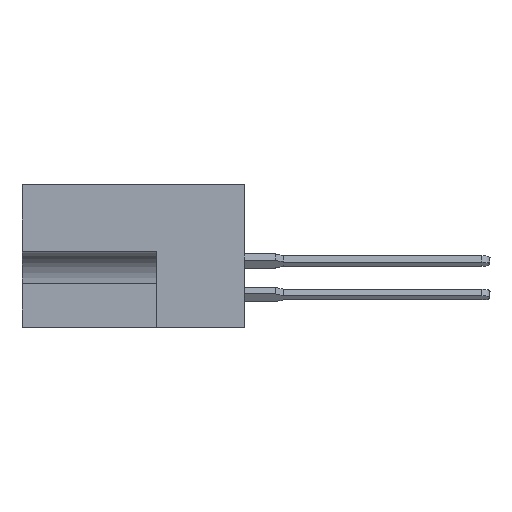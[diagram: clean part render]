
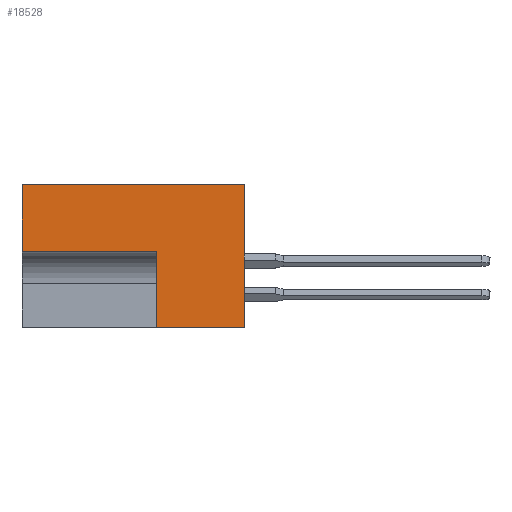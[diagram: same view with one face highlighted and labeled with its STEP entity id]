
A CAD part, left-side view. The second image highlights one B-rep face of the part: STEP entity #18528.
In plain terms, the highlighted planar face has unit normal (-1, 0, 0).
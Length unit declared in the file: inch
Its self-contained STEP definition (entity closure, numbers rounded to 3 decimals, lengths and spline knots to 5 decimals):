
#1850 = DIRECTION ( 'NONE',  ( 0., 0., -1. ) ) ;
#2297 = VERTEX_POINT ( 'NONE', #13694 ) ;
#3335 = EDGE_CURVE ( 'NONE', #13262, #21150, #5418, .T. ) ;
#3744 = DIRECTION ( 'NONE',  ( 1., 0., 0. ) ) ;
#4558 = VECTOR ( 'NONE', #21465, 39.37008 ) ;
#4560 = LINE ( 'NONE', #4987, #6866 ) ;
#4688 = VECTOR ( 'NONE', #23047, 39.37008 ) ;
#4987 = CARTESIAN_POINT ( 'NONE',  ( 0., 0.453, -0.531 ) ) ;
#5076 = CARTESIAN_POINT ( 'NONE',  ( 0., 0., 0. ) ) ;
#5177 = CARTESIAN_POINT ( 'NONE',  ( 0., 0.828, 0. ) ) ;
#5418 = LINE ( 'NONE', #23046, #4558 ) ;
#5459 = ORIENTED_EDGE ( 'NONE', *, *, #3335, .F. ) ;
#5975 = ORIENTED_EDGE ( 'NONE', *, *, #14754, .T. ) ;
#6866 = VECTOR ( 'NONE', #17472, 39.37008 ) ;
#7124 = CARTESIAN_POINT ( 'NONE',  ( 0., 0.328, -0.248 ) ) ;
#7576 = EDGE_CURVE ( 'NONE', #2297, #11219, #11196, .T. ) ;
#8234 = FACE_OUTER_BOUND ( 'NONE', #20542, .T. ) ;
#8370 = LINE ( 'NONE', #5177, #21323 ) ;
#8568 = ORIENTED_EDGE ( 'NONE', *, *, #7576, .F. ) ;
#8822 = DIRECTION ( 'NONE',  ( 0., 0., 1. ) ) ;
#10952 = ORIENTED_EDGE ( 'NONE', *, *, #22321, .F. ) ;
#11196 = LINE ( 'NONE', #23021, #11477 ) ;
#11219 = VERTEX_POINT ( 'NONE', #22929 ) ;
#11477 = VECTOR ( 'NONE', #17359, 39.37008 ) ;
#12188 = EDGE_CURVE ( 'NONE', #23128, #11219, #15375, .T. ) ;
#12301 = PLANE ( 'NONE',  #20336 ) ;
#12622 = EDGE_CURVE ( 'NONE', #21150, #2297, #8370, .T. ) ;
#13262 = VERTEX_POINT ( 'NONE', #7124 ) ;
#13694 = CARTESIAN_POINT ( 'NONE',  ( 0., 0.828, 0. ) ) ;
#13972 = DIRECTION ( 'NONE',  ( 0., 0., 1. ) ) ;
#14070 = CARTESIAN_POINT ( 'NONE',  ( 0., 0.453, 0. ) ) ;
#14337 = CARTESIAN_POINT ( 'NONE',  ( 0., 0.328, -0.531 ) ) ;
#14754 = EDGE_CURVE ( 'NONE', #17036, #23128, #4560, .T. ) ;
#15375 = LINE ( 'NONE', #5076, #20786 ) ;
#16570 = CARTESIAN_POINT ( 'NONE',  ( 0., 0.828, -0.248 ) ) ;
#17036 = VERTEX_POINT ( 'NONE', #21536 ) ;
#17359 = DIRECTION ( 'NONE',  ( 0., -1., 0. ) ) ;
#17472 = DIRECTION ( 'NONE',  ( 0., -1., 0. ) ) ;
#17960 = LINE ( 'NONE', #14337, #4688 ) ;
#18528 = ADVANCED_FACE ( 'NONE', ( #8234 ), #12301, .F. ) ;
#18631 = CARTESIAN_POINT ( 'NONE',  ( 0., 0., -0.531 ) ) ;
#20336 = AXIS2_PLACEMENT_3D ( 'NONE', #14070, #3744, #1850 ) ;
#20542 = EDGE_LOOP ( 'NONE', ( #23131, #5459, #10952, #5975, #22516, #8568 ) ) ;
#20786 = VECTOR ( 'NONE', #8822, 39.37008 ) ;
#21150 = VERTEX_POINT ( 'NONE', #16570 ) ;
#21323 = VECTOR ( 'NONE', #13972, 39.37008 ) ;
#21465 = DIRECTION ( 'NONE',  ( 0., 1., 0. ) ) ;
#21536 = CARTESIAN_POINT ( 'NONE',  ( 0., 0.328, -0.531 ) ) ;
#22321 = EDGE_CURVE ( 'NONE', #17036, #13262, #17960, .T. ) ;
#22516 = ORIENTED_EDGE ( 'NONE', *, *, #12188, .T. ) ;
#22929 = CARTESIAN_POINT ( 'NONE',  ( 0., 0., 0. ) ) ;
#23021 = CARTESIAN_POINT ( 'NONE',  ( 0., 0.453, 0. ) ) ;
#23046 = CARTESIAN_POINT ( 'NONE',  ( 0., 0.328, -0.248 ) ) ;
#23047 = DIRECTION ( 'NONE',  ( 0., 0., 1. ) ) ;
#23128 = VERTEX_POINT ( 'NONE', #18631 ) ;
#23131 = ORIENTED_EDGE ( 'NONE', *, *, #12622, .F. ) ;
